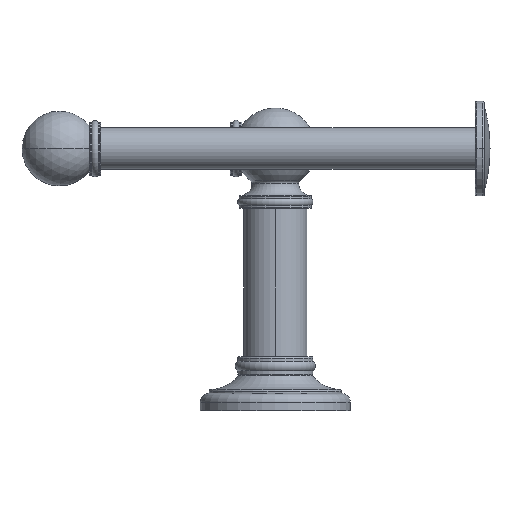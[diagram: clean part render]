
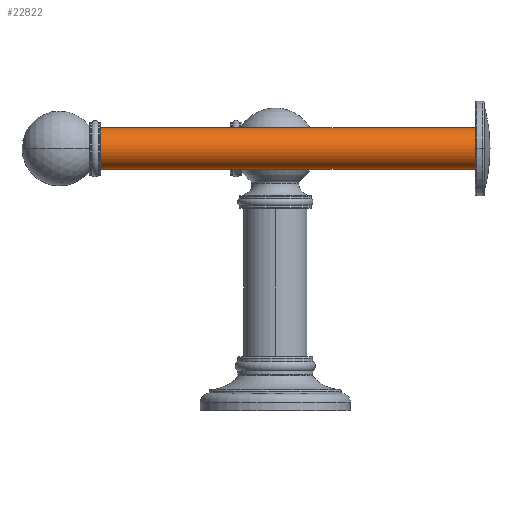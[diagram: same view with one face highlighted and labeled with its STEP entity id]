
A CAD part, front view. The second image highlights one B-rep face of the part: STEP entity #22822.
In plain terms, the highlighted cylindrical face has radius 6.998 mm (diameter 13.995 mm), a partial arc.
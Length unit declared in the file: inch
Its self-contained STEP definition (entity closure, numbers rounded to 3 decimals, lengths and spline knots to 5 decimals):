
#6778=CARTESIAN_POINT('',(-2.33205,-2.91339,
3.49577));
#6779=DIRECTION('',(1.,0.,0.));
#6780=DIRECTION('',(0.,0.,1.));
#6781=AXIS2_PLACEMENT_3D('',#6778,#6779,#6780);
#6919=CARTESIAN_POINT('',(2.66795,-2.91339,3.49577));
#6920=DIRECTION('',(1.,0.,0.));
#6921=DIRECTION('',(0.,0.,1.));
#6922=AXIS2_PLACEMENT_3D('',#6919,#6920,#6921);
#6924=DIRECTION('',(-1.,0.,0.));
#6925=VECTOR('',#6924,5.);
#6926=CARTESIAN_POINT('',(2.66795,-2.91339,3.22027));
#6927=LINE('',#6926,#6925);
#6928=DIRECTION('',(1.,0.,0.));
#6929=VECTOR('',#6928,5.);
#6930=CARTESIAN_POINT('',(-2.33205,-2.91339,
3.77127));
#6931=LINE('',#6930,#6929);
#11096=CARTESIAN_POINT('',(-2.33205,-2.91339,
3.22027));
#11097=CARTESIAN_POINT('',(-2.33205,-2.91339,
3.77127));
#11098=VERTEX_POINT('',#11096);
#11099=VERTEX_POINT('',#11097);
#11104=CARTESIAN_POINT('',(2.66795,-2.91339,
3.22027));
#11105=CARTESIAN_POINT('',(2.66795,-2.91339,
3.77127));
#11106=VERTEX_POINT('',#11104);
#11107=VERTEX_POINT('',#11105);
#22811=CARTESIAN_POINT('',(-2.43205,-2.91339,
3.49577));
#22812=DIRECTION('',(1.,0.,0.));
#22813=DIRECTION('',(0.,0.,-1.));
#22814=AXIS2_PLACEMENT_3D('',#22811,#22812,#22813);
#22815=CYLINDRICAL_SURFACE('',#22814,0.2755);
#22816=ORIENTED_EDGE('',*,*,#22654,.T.);
#22817=ORIENTED_EDGE('',*,*,#22637,.T.);
#22818=ORIENTED_EDGE('',*,*,#22597,.F.);
#22819=ORIENTED_EDGE('',*,*,#22634,.T.);
#22820=EDGE_LOOP('',(#22816,#22817,#22818,#22819));
#22821=FACE_OUTER_BOUND('',#22820,.F.);
#22822=ADVANCED_FACE('',(#22821),#22815,.T.);
#6782=CIRCLE('',#6781,0.2755);
#6923=CIRCLE('',#6922,0.2755);
#22597=EDGE_CURVE('',#11099,#11098,#6782,.T.);
#22634=EDGE_CURVE('',#11099,#11107,#6931,.T.);
#22637=EDGE_CURVE('',#11106,#11098,#6927,.T.);
#22654=EDGE_CURVE('',#11107,#11106,#6923,.T.);
